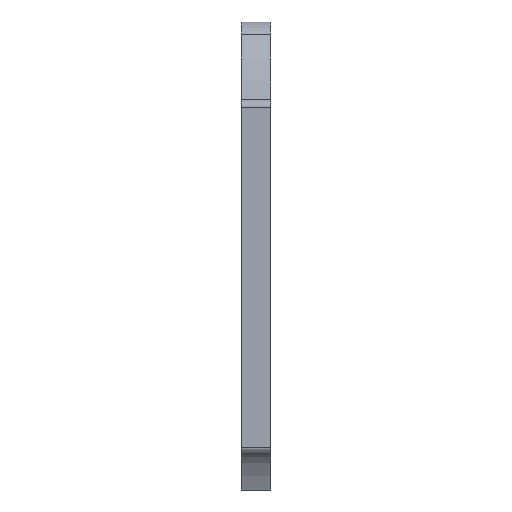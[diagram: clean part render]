
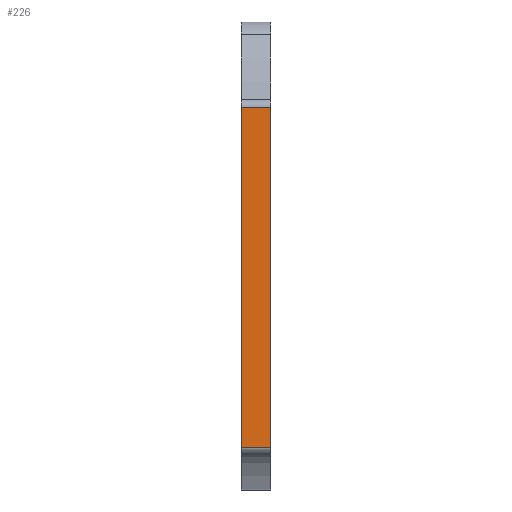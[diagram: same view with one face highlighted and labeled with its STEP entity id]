
A CAD part, left-side view. The second image highlights one B-rep face of the part: STEP entity #226.
In plain terms, the highlighted planar face has unit normal (-1, 0, 0).
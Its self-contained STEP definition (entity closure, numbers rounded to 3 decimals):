
#131 = EDGE_CURVE ( 'NONE', #865, #689, #1651, .T. ) ;
#147 = ORIENTED_EDGE ( 'NONE', *, *, #263, .F. ) ;
#161 = CARTESIAN_POINT ( 'NONE',  ( -40., 1.5, -17.5 ) ) ;
#195 = CARTESIAN_POINT ( 'NONE',  ( -40., -1.5, -17.5 ) ) ;
#200 = DIRECTION ( 'NONE',  ( 0., -1., 0. ) ) ;
#226 = ADVANCED_FACE ( 'NONE', ( #643 ), #1127, .F. ) ;
#228 = VECTOR ( 'NONE', #1301, 1000. ) ;
#263 = EDGE_CURVE ( 'NONE', #889, #841, #1706, .T. ) ;
#344 = EDGE_CURVE ( 'NONE', #689, #841, #1995, .T. ) ;
#434 = CARTESIAN_POINT ( 'NONE',  ( -40., 1.5, -17.5 ) ) ;
#482 = ORIENTED_EDGE ( 'NONE', *, *, #517, .F. ) ;
#517 = EDGE_CURVE ( 'NONE', #865, #889, #1465, .T. ) ;
#643 = FACE_OUTER_BOUND ( 'NONE', #806, .T. ) ;
#689 = VERTEX_POINT ( 'NONE', #195 ) ;
#743 = VECTOR ( 'NONE', #200, 1000. ) ;
#806 = EDGE_LOOP ( 'NONE', ( #1273, #147, #482, #1293 ) ) ;
#815 = CARTESIAN_POINT ( 'NONE',  ( -40., 1.5, -17.5 ) ) ;
#840 = DIRECTION ( 'NONE',  ( 0., 0., 1. ) ) ;
#841 = VERTEX_POINT ( 'NONE', #1884 ) ;
#865 = VERTEX_POINT ( 'NONE', #434 ) ;
#889 = VERTEX_POINT ( 'NONE', #908 ) ;
#908 = CARTESIAN_POINT ( 'NONE',  ( -40., 1.5, 17.5 ) ) ;
#1059 = VECTOR ( 'NONE', #1106, 1000. ) ;
#1106 = DIRECTION ( 'NONE',  ( 0., -1., 0. ) ) ;
#1127 = PLANE ( 'NONE',  #1783 ) ;
#1137 = DIRECTION ( 'NONE',  ( 0., 0., -1. ) ) ;
#1273 = ORIENTED_EDGE ( 'NONE', *, *, #344, .T. ) ;
#1293 = ORIENTED_EDGE ( 'NONE', *, *, #131, .T. ) ;
#1301 = DIRECTION ( 'NONE',  ( 0., 0., 1. ) ) ;
#1320 = CARTESIAN_POINT ( 'NONE',  ( -40., -1.5, -17.5 ) ) ;
#1365 = VECTOR ( 'NONE', #840, 1000. ) ;
#1465 = LINE ( 'NONE', #161, #228 ) ;
#1603 = CARTESIAN_POINT ( 'NONE',  ( -40., 1.5, -17.5 ) ) ;
#1651 = LINE ( 'NONE', #1603, #1059 ) ;
#1706 = LINE ( 'NONE', #2006, #743 ) ;
#1783 = AXIS2_PLACEMENT_3D ( 'NONE', #815, #2124, #1137 ) ;
#1884 = CARTESIAN_POINT ( 'NONE',  ( -40., -1.5, 17.5 ) ) ;
#1995 = LINE ( 'NONE', #1320, #1365 ) ;
#2006 = CARTESIAN_POINT ( 'NONE',  ( -40., 1.5, 17.5 ) ) ;
#2124 = DIRECTION ( 'NONE',  ( 1., 0., 0. ) ) ;
